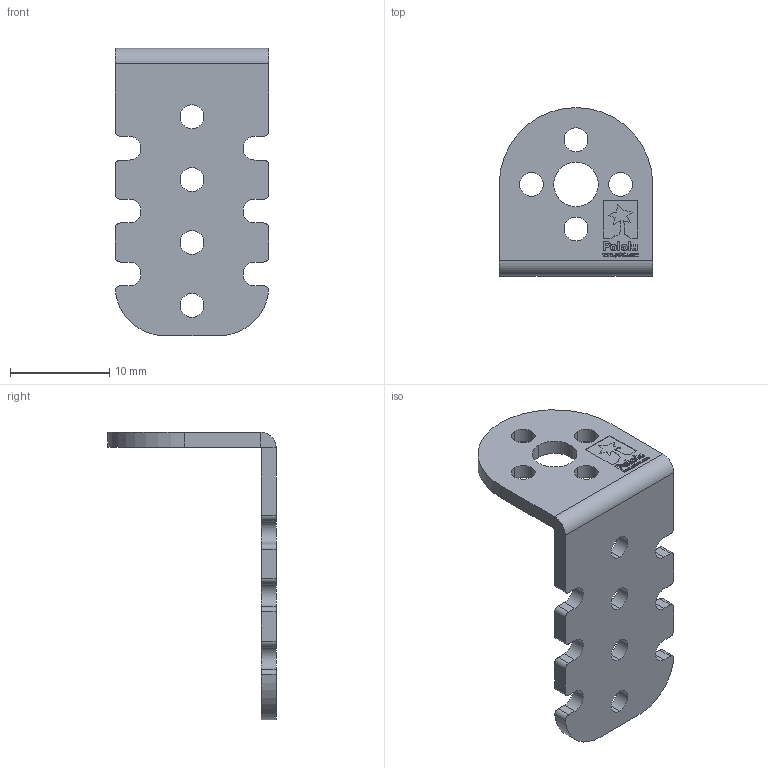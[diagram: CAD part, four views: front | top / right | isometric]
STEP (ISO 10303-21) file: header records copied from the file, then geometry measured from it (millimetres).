
FILE_DESCRIPTION (( 'STEP AP214' ), '1' );
FILE_NAME ('pololu-15.5d-mm-metal-gearmotor-bracket.step', '2016-03-22T20:41:52', ( '' ), ( '' ), 'SwSTEP 2.0', 'SolidWorks 2015', '' );
FILE_SCHEMA (( 'AUTOMOTIVE_DESIGN' ));
Length unit declared in the file: millimetre
Products named in the file (1): pololu-15.5d-mm-metal-gearmotor-bracket
Bounding box: 15.5 x 17 x 29 mm (x, y, z)
Volume: 841.9 mm3; surface area: 1434.3 mm2
Topology: 1 solids, 1 shells, 315 faces, 849 edges, 564 vertices
Faces by surface type: plane 176, bspline 98, cylinder 41
Entity records: 13007 total; most frequent: CARTESIAN_POINT 5615, ORIENTED_EDGE 1698, DIRECTION 1171, EDGE_CURVE 849, VECTOR 571, LINE 571, VERTEX_POINT 564, EDGE_LOOP 361
